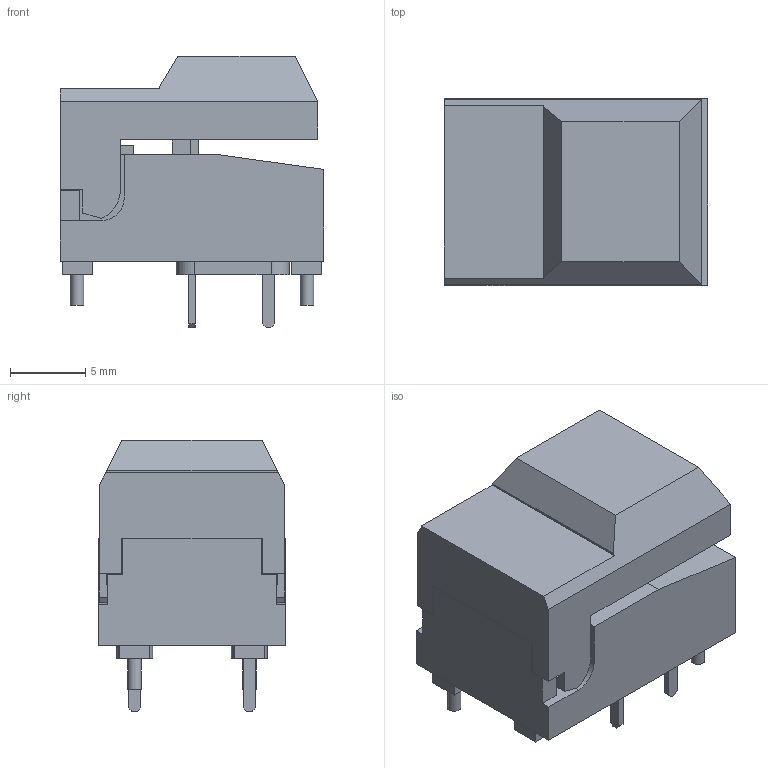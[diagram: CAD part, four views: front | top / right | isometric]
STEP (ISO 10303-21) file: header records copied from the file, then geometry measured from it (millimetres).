
FILE_DESCRIPTION(/* description */ (''),/* implementation_level */ '2;1');
FILE_NAME(/* name */ '5501MxxxX.stp',/* time_stamp */ '2025-09-08T13:55:06-05:00',/* author */ ('jmeyers'),/* organization */ (''),/* preprocessor_version */ 'ST-DEVELOPER v18.1',/* originating_system */ 'Autodesk Inventor 2022',/* authorisation */ '');
FILE_SCHEMA (('AUTOMOTIVE_DESIGN { 1 0 10303 214 3 1 1 }'));
Length unit declared in the file: inch
Products named in the file (1): 000028324_Simplify_1
Bounding box: 17.5 x 12.4 x 18 mm (x, y, z)
Volume: 2133.1 mm3; surface area: 1868 mm2
Topology: 1 solids, 1 shells, 183 faces, 485 edges, 320 vertices
Faces by surface type: plane 173, cylinder 10
Full cylindrical faces by diameter (mm): 0.9 x2
Entity records: 5606 total; most frequent: CARTESIAN_POINT 989, ORIENTED_EDGE 970, DIRECTION 873, EDGE_CURVE 485, LINE 465, VECTOR 465, VERTEX_POINT 320, AXIS2_PLACEMENT_3D 204
